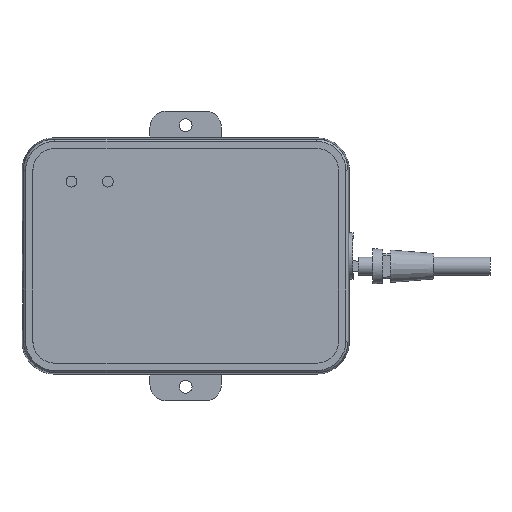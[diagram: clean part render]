
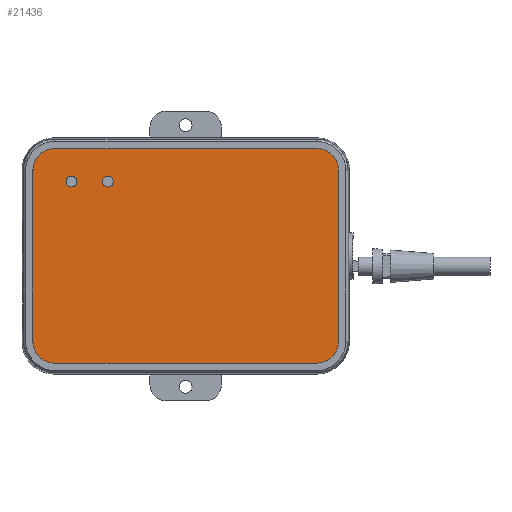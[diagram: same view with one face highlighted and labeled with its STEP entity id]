
A CAD part, top view. The second image highlights one B-rep face of the part: STEP entity #21436.
In plain terms, the highlighted planar face has unit normal (0, 0, 1).
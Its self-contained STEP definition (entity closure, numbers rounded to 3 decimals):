
#16256=DIRECTION('',(0.,1.,0.));
#16257=VECTOR('',#16256,46.932);
#16258=CARTESIAN_POINT('',(-42.,-23.466,12.));
#16259=LINE('',#16258,#16257);
#16260=CARTESIAN_POINT('',(-35.966,23.466,12.));
#16261=DIRECTION('',(0.,0.,1.));
#16262=DIRECTION('',(0.,1.,0.));
#16263=AXIS2_PLACEMENT_3D('',#16260,#16261,#16262);
#16265=DIRECTION('',(1.,0.,0.));
#16266=VECTOR('',#16265,71.932);
#16267=CARTESIAN_POINT('',(-35.966,29.5,12.));
#16268=LINE('',#16267,#16266);
#16269=CARTESIAN_POINT('',(35.966,23.466,12.));
#16270=DIRECTION('',(0.,0.,1.));
#16271=DIRECTION('',(1.,0.,0.));
#16272=AXIS2_PLACEMENT_3D('',#16269,#16270,#16271);
#16274=DIRECTION('',(0.,-1.,0.));
#16275=VECTOR('',#16274,46.932);
#16276=CARTESIAN_POINT('',(42.,23.466,12.));
#16277=LINE('',#16276,#16275);
#16278=CARTESIAN_POINT('',(35.966,-23.466,12.));
#16279=DIRECTION('',(0.,0.,1.));
#16280=DIRECTION('',(0.,-1.,0.));
#16281=AXIS2_PLACEMENT_3D('',#16278,#16279,#16280);
#16283=DIRECTION('',(-1.,0.,0.));
#16284=VECTOR('',#16283,71.932);
#16285=CARTESIAN_POINT('',(35.966,-29.5,12.));
#16286=LINE('',#16285,#16284);
#16287=CARTESIAN_POINT('',(-35.966,-23.466,12.));
#16288=DIRECTION('',(0.,0.,1.));
#16289=DIRECTION('',(-1.,0.,0.));
#16290=AXIS2_PLACEMENT_3D('',#16287,#16288,#16289);
#16292=CARTESIAN_POINT('',(-31.4,20.423,12.));
#16293=DIRECTION('',(0.,0.,1.));
#16294=DIRECTION('',(1.,0.,0.));
#16295=AXIS2_PLACEMENT_3D('',#16292,#16293,#16294);
#16297=CARTESIAN_POINT('',(-31.4,20.423,12.));
#16298=DIRECTION('',(0.,0.,1.));
#16299=DIRECTION('',(-1.,0.,0.));
#16300=AXIS2_PLACEMENT_3D('',#16297,#16298,#16299);
#16302=CARTESIAN_POINT('',(-21.4,20.423,12.));
#16303=DIRECTION('',(0.,0.,1.));
#16304=DIRECTION('',(1.,0.,0.));
#16305=AXIS2_PLACEMENT_3D('',#16302,#16303,#16304);
#16307=CARTESIAN_POINT('',(-21.4,20.423,12.));
#16308=DIRECTION('',(0.,0.,1.));
#16309=DIRECTION('',(-1.,0.,0.));
#16310=AXIS2_PLACEMENT_3D('',#16307,#16308,#16309);
#16724=CARTESIAN_POINT('',(-29.9,20.423,12.));
#16725=CARTESIAN_POINT('',(-32.9,20.423,12.));
#16726=VERTEX_POINT('',#16724);
#16727=VERTEX_POINT('',#16725);
#16728=CARTESIAN_POINT('',(-19.9,20.423,12.));
#16729=CARTESIAN_POINT('',(-22.9,20.423,12.));
#16730=VERTEX_POINT('',#16728);
#16731=VERTEX_POINT('',#16729);
#17477=CARTESIAN_POINT('',(-42.,-23.466,12.));
#17478=CARTESIAN_POINT('',(-42.,23.466,12.));
#17479=VERTEX_POINT('',#17477);
#17480=VERTEX_POINT('',#17478);
#17483=CARTESIAN_POINT('',(-35.966,29.5,12.));
#17484=VERTEX_POINT('',#17483);
#17487=CARTESIAN_POINT('',(35.966,29.5,12.));
#17488=VERTEX_POINT('',#17487);
#17491=CARTESIAN_POINT('',(42.,23.466,12.));
#17492=VERTEX_POINT('',#17491);
#17495=CARTESIAN_POINT('',(42.,-23.466,12.));
#17496=VERTEX_POINT('',#17495);
#17499=CARTESIAN_POINT('',(35.966,-29.5,12.));
#17500=VERTEX_POINT('',#17499);
#17503=CARTESIAN_POINT('',(-35.966,-29.5,12.));
#17504=VERTEX_POINT('',#17503);
#21403=CARTESIAN_POINT('',(0.,0.,12.));
#21404=DIRECTION('',(0.,0.,1.));
#21405=DIRECTION('',(1.,0.,0.));
#21406=AXIS2_PLACEMENT_3D('',#21403,#21404,#21405);
#21407=PLANE('',#21406);
#21409=ORIENTED_EDGE('',*,*,#21408,.T.);
#21411=ORIENTED_EDGE('',*,*,#21410,.F.);
#21413=ORIENTED_EDGE('',*,*,#21412,.T.);
#21415=ORIENTED_EDGE('',*,*,#21414,.F.);
#21417=ORIENTED_EDGE('',*,*,#21416,.T.);
#21419=ORIENTED_EDGE('',*,*,#21418,.F.);
#21421=ORIENTED_EDGE('',*,*,#21420,.T.);
#21423=ORIENTED_EDGE('',*,*,#21422,.F.);
#21424=EDGE_LOOP('',(#21409,#21411,#21413,#21415,#21417,#21419,#21421,#21423));
#21425=FACE_OUTER_BOUND('',#21424,.F.);
#21426=ORIENTED_EDGE('',*,*,#21385,.T.);
#21427=ORIENTED_EDGE('',*,*,#21398,.T.);
#21428=EDGE_LOOP('',(#21426,#21427));
#21429=FACE_BOUND('',#21428,.F.);
#21431=ORIENTED_EDGE('',*,*,#21430,.T.);
#21433=ORIENTED_EDGE('',*,*,#21432,.T.);
#21434=EDGE_LOOP('',(#21431,#21433));
#21435=FACE_BOUND('',#21434,.F.);
#21436=ADVANCED_FACE('',(#21425,#21429,#21435),#21407,.T.);
#16264=CIRCLE('',#16263,6.034);
#16273=CIRCLE('',#16272,6.034);
#16282=CIRCLE('',#16281,6.034);
#16291=CIRCLE('',#16290,6.034);
#16296=CIRCLE('',#16295,1.5);
#16301=CIRCLE('',#16300,1.5);
#16306=CIRCLE('',#16305,1.5);
#16311=CIRCLE('',#16310,1.5);
#21385=EDGE_CURVE('',#16726,#16727,#16296,.T.);
#21398=EDGE_CURVE('',#16727,#16726,#16301,.T.);
#21408=EDGE_CURVE('',#17479,#17480,#16259,.T.);
#21410=EDGE_CURVE('',#17484,#17480,#16264,.T.);
#21412=EDGE_CURVE('',#17484,#17488,#16268,.T.);
#21414=EDGE_CURVE('',#17492,#17488,#16273,.T.);
#21416=EDGE_CURVE('',#17492,#17496,#16277,.T.);
#21418=EDGE_CURVE('',#17500,#17496,#16282,.T.);
#21420=EDGE_CURVE('',#17500,#17504,#16286,.T.);
#21422=EDGE_CURVE('',#17479,#17504,#16291,.T.);
#21430=EDGE_CURVE('',#16730,#16731,#16306,.T.);
#21432=EDGE_CURVE('',#16731,#16730,#16311,.T.);
